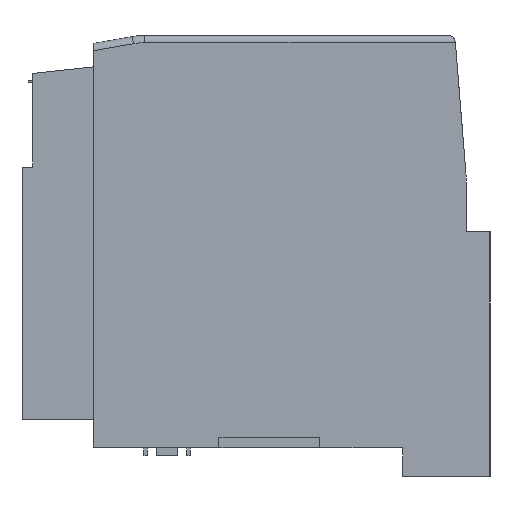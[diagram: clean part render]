
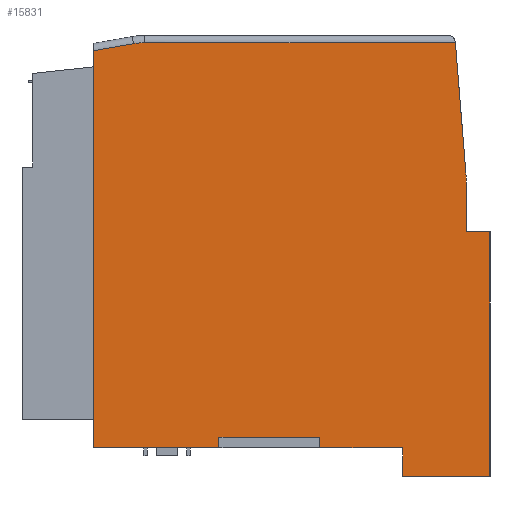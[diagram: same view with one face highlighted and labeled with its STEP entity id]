
A CAD part, left-side view. The second image highlights one B-rep face of the part: STEP entity #15831.
In plain terms, the highlighted planar face has unit normal (-1, 0, 0).
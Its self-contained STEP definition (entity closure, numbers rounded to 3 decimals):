
#359 = VECTOR ( 'NONE', #1131, 1000. ) ;
#778 = EDGE_CURVE ( 'NONE', #28677, #5449, #20818, .T. ) ;
#826 = LINE ( 'NONE', #23672, #6708 ) ;
#1120 = EDGE_CURVE ( 'NONE', #14065, #24866, #23228, .T. ) ;
#1131 = DIRECTION ( 'NONE',  ( 0., -0.081, -0.997 ) ) ;
#1220 = CARTESIAN_POINT ( 'NONE',  ( -23.8, -24.35, 57.35 ) ) ;
#1222 = DIRECTION ( 'NONE',  ( 0., 0., -1. ) ) ;
#1330 = CARTESIAN_POINT ( 'NONE',  ( -23.8, -5.55, 1.5 ) ) ;
#1845 = LINE ( 'NONE', #5027, #12930 ) ;
#2250 = EDGE_LOOP ( 'NONE', ( #12519, #9626, #6877, #6488, #27308, #23385, #24467, #21795, #2722, #5699, #21679, #16338, #2472, #3845, #6847, #12257 ) ) ;
#2396 = LINE ( 'NONE', #11283, #14166 ) ;
#2472 = ORIENTED_EDGE ( 'NONE', *, *, #25653, .F. ) ;
#2722 = ORIENTED_EDGE ( 'NONE', *, *, #11355, .T. ) ;
#3843 = VECTOR ( 'NONE', #4788, 1000. ) ;
#3845 = ORIENTED_EDGE ( 'NONE', *, *, #778, .T. ) ;
#3915 = DIRECTION ( 'NONE',  ( 0., 0.985, -0.172 ) ) ;
#4253 = CARTESIAN_POINT ( 'NONE',  ( -23.8, -17.09, 0. ) ) ;
#4445 = DIRECTION ( 'NONE',  ( -1., 0., 0. ) ) ;
#4711 = CARTESIAN_POINT ( 'NONE',  ( -23.8, -25.95, 30.05 ) ) ;
#4788 = DIRECTION ( 'NONE',  ( 0., 1., 0. ) ) ;
#4792 = CARTESIAN_POINT ( 'NONE',  ( -23.8, -5.95, 36.791 ) ) ;
#5027 = CARTESIAN_POINT ( 'NONE',  ( -23.8, -29.25, 30.05 ) ) ;
#5076 = EDGE_CURVE ( 'NONE', #18677, #23186, #9760, .T. ) ;
#5375 = DIRECTION ( 'NONE',  ( 1., 0., 0. ) ) ;
#5380 = VECTOR ( 'NONE', #10527, 1000. ) ;
#5449 = VERTEX_POINT ( 'NONE', #4711 ) ;
#5699 = ORIENTED_EDGE ( 'NONE', *, *, #16033, .T. ) ;
#6295 = CARTESIAN_POINT ( 'NONE',  ( -23.8, 8.45, 1.5 ) ) ;
#6488 = ORIENTED_EDGE ( 'NONE', *, *, #5076, .T. ) ;
#6708 = VECTOR ( 'NONE', #12619, 1000. ) ;
#6847 = ORIENTED_EDGE ( 'NONE', *, *, #16209, .F. ) ;
#6877 = ORIENTED_EDGE ( 'NONE', *, *, #9909, .T. ) ;
#7007 = DIRECTION ( 'NONE',  ( 0., 0., -1. ) ) ;
#7824 = VECTOR ( 'NONE', #1222, 1000. ) ;
#8012 = EDGE_CURVE ( 'NONE', #14065, #22435, #15866, .T. ) ;
#8139 = VECTOR ( 'NONE', #14816, 1000. ) ;
#8160 = FACE_OUTER_BOUND ( 'NONE', #2250, .T. ) ;
#8408 = AXIS2_PLACEMENT_3D ( 'NONE', #18668, #5375, #20859 ) ;
#8534 = DIRECTION ( 'NONE',  ( 0., 0., -1. ) ) ;
#8724 = CARTESIAN_POINT ( 'NONE',  ( -23.8, -25.95, 57.35 ) ) ;
#9626 = ORIENTED_EDGE ( 'NONE', *, *, #8012, .T. ) ;
#9733 = PLANE ( 'NONE',  #8408 ) ;
#9760 = LINE ( 'NONE', #19440, #21548 ) ;
#9909 = EDGE_CURVE ( 'NONE', #22435, #18677, #27945, .T. ) ;
#10527 = DIRECTION ( 'NONE',  ( 0., 0., -1. ) ) ;
#10805 = EDGE_CURVE ( 'NONE', #21499, #22790, #826, .T. ) ;
#10825 = VECTOR ( 'NONE', #27592, 1000. ) ;
#10871 = VECTOR ( 'NONE', #10928, 1000. ) ;
#10910 = CARTESIAN_POINT ( 'NONE',  ( -23.8, 8.45, 1.5 ) ) ;
#10928 = DIRECTION ( 'NONE',  ( 0., 0., -1. ) ) ;
#10950 = VECTOR ( 'NONE', #25599, 1000. ) ;
#11283 = CARTESIAN_POINT ( 'NONE',  ( -23.8, 0., 1.5 ) ) ;
#11355 = EDGE_CURVE ( 'NONE', #13076, #14797, #25488, .T. ) ;
#11650 = LINE ( 'NONE', #12420, #10950 ) ;
#12116 = CARTESIAN_POINT ( 'NONE',  ( -23.8, -17.09, -4. ) ) ;
#12257 = ORIENTED_EDGE ( 'NONE', *, *, #23842, .T. ) ;
#12413 = VECTOR ( 'NONE', #8534, 1000. ) ;
#12420 = CARTESIAN_POINT ( 'NONE',  ( -23.8, -25.95, 0. ) ) ;
#12519 = ORIENTED_EDGE ( 'NONE', *, *, #1120, .F. ) ;
#12619 = DIRECTION ( 'NONE',  ( 0., 1., 0. ) ) ;
#12930 = VECTOR ( 'NONE', #20443, 1000. ) ;
#13076 = VERTEX_POINT ( 'NONE', #22271 ) ;
#13144 = CARTESIAN_POINT ( 'NONE',  ( -23.8, 8.45, 0. ) ) ;
#13286 = DIRECTION ( 'NONE',  ( 0., 1., 0. ) ) ;
#13529 = CARTESIAN_POINT ( 'NONE',  ( -23.8, -24.431, 56.35 ) ) ;
#13561 = CARTESIAN_POINT ( 'NONE',  ( -23.8, -29.25, 30.05 ) ) ;
#14020 = LINE ( 'NONE', #19094, #8139 ) ;
#14065 = VERTEX_POINT ( 'NONE', #13529 ) ;
#14166 = VECTOR ( 'NONE', #26775, 1000. ) ;
#14797 = VERTEX_POINT ( 'NONE', #22699 ) ;
#14816 = DIRECTION ( 'NONE',  ( 0., -1., 0. ) ) ;
#15660 = VERTEX_POINT ( 'NONE', #13144 ) ;
#15831 = ADVANCED_FACE ( 'NONE', ( #8160 ), #9733, .F. ) ;
#15866 = LINE ( 'NONE', #22134, #26953 ) ;
#16033 = EDGE_CURVE ( 'NONE', #14797, #21388, #14020, .T. ) ;
#16209 = EDGE_CURVE ( 'NONE', #21080, #5449, #22679, .T. ) ;
#16283 = CARTESIAN_POINT ( 'NONE',  ( -23.8, 25.95, 0. ) ) ;
#16338 = ORIENTED_EDGE ( 'NONE', *, *, #10805, .F. ) ;
#16568 = CARTESIAN_POINT ( 'NONE',  ( -23.8, 20.332, 56.216 ) ) ;
#16731 = LINE ( 'NONE', #25339, #10825 ) ;
#17240 = AXIS2_PLACEMENT_3D ( 'NONE', #4792, #20293, #7007 ) ;
#17397 = CARTESIAN_POINT ( 'NONE',  ( -23.8, -25.885, 38.406 ) ) ;
#17486 = EDGE_CURVE ( 'NONE', #23186, #20056, #28303, .T. ) ;
#17728 = CARTESIAN_POINT ( 'NONE',  ( -23.8, 18.784, 47.35 ) ) ;
#18068 = CARTESIAN_POINT ( 'NONE',  ( -23.8, -29.25, 30.05 ) ) ;
#18333 = LINE ( 'NONE', #6295, #12413 ) ;
#18668 = CARTESIAN_POINT ( 'NONE',  ( -23.8, -25.95, 57.35 ) ) ;
#18677 = VERTEX_POINT ( 'NONE', #16568 ) ;
#19094 = CARTESIAN_POINT ( 'NONE',  ( -23.8, -25.95, 0. ) ) ;
#19440 = CARTESIAN_POINT ( 'NONE',  ( -23.8, -24.773, 64.091 ) ) ;
#19702 = CARTESIAN_POINT ( 'NONE',  ( -23.8, 18.784, 56.35 ) ) ;
#19945 = DIRECTION ( 'NONE',  ( 0., 0., -1. ) ) ;
#20056 = VERTEX_POINT ( 'NONE', #16283 ) ;
#20293 = DIRECTION ( 'NONE',  ( -1., 0., 0. ) ) ;
#20443 = DIRECTION ( 'NONE',  ( 0., 0., -1. ) ) ;
#20818 = LINE ( 'NONE', #18068, #3843 ) ;
#20859 = DIRECTION ( 'NONE',  ( 0., 0., -1. ) ) ;
#21080 = VERTEX_POINT ( 'NONE', #27537 ) ;
#21363 = EDGE_CURVE ( 'NONE', #24454, #15660, #18333, .T. ) ;
#21388 = VERTEX_POINT ( 'NONE', #4253 ) ;
#21499 = VERTEX_POINT ( 'NONE', #22198 ) ;
#21544 = AXIS2_PLACEMENT_3D ( 'NONE', #17728, #4445, #19945 ) ;
#21548 = VECTOR ( 'NONE', #3915, 1000. ) ;
#21565 = CARTESIAN_POINT ( 'NONE',  ( -23.8, 25.95, 57.35 ) ) ;
#21679 = ORIENTED_EDGE ( 'NONE', *, *, #27730, .F. ) ;
#21795 = ORIENTED_EDGE ( 'NONE', *, *, #23795, .F. ) ;
#22134 = CARTESIAN_POINT ( 'NONE',  ( -23.8, -25.95, 56.35 ) ) ;
#22198 = CARTESIAN_POINT ( 'NONE',  ( -23.8, -29.25, -4. ) ) ;
#22208 = EDGE_CURVE ( 'NONE', #20056, #15660, #11650, .T. ) ;
#22271 = CARTESIAN_POINT ( 'NONE',  ( -23.8, -5.55, 1.5 ) ) ;
#22435 = VERTEX_POINT ( 'NONE', #19702 ) ;
#22679 = LINE ( 'NONE', #8724, #10871 ) ;
#22699 = CARTESIAN_POINT ( 'NONE',  ( -23.8, -5.55, 0. ) ) ;
#22790 = VERTEX_POINT ( 'NONE', #12116 ) ;
#23186 = VERTEX_POINT ( 'NONE', #24488 ) ;
#23228 = LINE ( 'NONE', #1220, #359 ) ;
#23385 = ORIENTED_EDGE ( 'NONE', *, *, #22208, .T. ) ;
#23672 = CARTESIAN_POINT ( 'NONE',  ( -23.8, -17.09, -4. ) ) ;
#23795 = EDGE_CURVE ( 'NONE', #13076, #24454, #2396, .T. ) ;
#23842 = EDGE_CURVE ( 'NONE', #21080, #24866, #24576, .T. ) ;
#24454 = VERTEX_POINT ( 'NONE', #10910 ) ;
#24467 = ORIENTED_EDGE ( 'NONE', *, *, #21363, .F. ) ;
#24488 = CARTESIAN_POINT ( 'NONE',  ( -23.8, 25.95, 55.235 ) ) ;
#24576 = CIRCLE ( 'NONE', #17240, 20. ) ;
#24866 = VERTEX_POINT ( 'NONE', #17397 ) ;
#25339 = CARTESIAN_POINT ( 'NONE',  ( -23.8, -17.09, -4. ) ) ;
#25488 = LINE ( 'NONE', #1330, #7824 ) ;
#25599 = DIRECTION ( 'NONE',  ( 0., -1., 0. ) ) ;
#25653 = EDGE_CURVE ( 'NONE', #28677, #21499, #1845, .T. ) ;
#26775 = DIRECTION ( 'NONE',  ( 0., 1., 0. ) ) ;
#26953 = VECTOR ( 'NONE', #13286, 1000. ) ;
#27308 = ORIENTED_EDGE ( 'NONE', *, *, #17486, .T. ) ;
#27537 = CARTESIAN_POINT ( 'NONE',  ( -23.8, -25.95, 36.791 ) ) ;
#27592 = DIRECTION ( 'NONE',  ( 0., 0., 1. ) ) ;
#27730 = EDGE_CURVE ( 'NONE', #22790, #21388, #16731, .T. ) ;
#27945 = CIRCLE ( 'NONE', #21544, 9. ) ;
#28303 = LINE ( 'NONE', #21565, #5380 ) ;
#28677 = VERTEX_POINT ( 'NONE', #13561 ) ;
